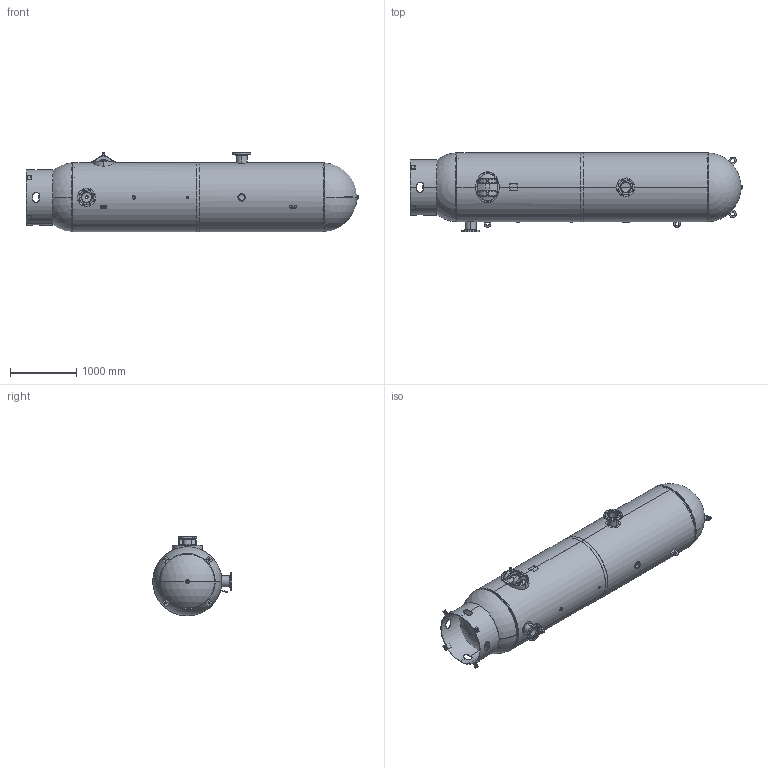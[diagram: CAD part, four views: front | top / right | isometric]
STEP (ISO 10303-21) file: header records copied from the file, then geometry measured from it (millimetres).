
FILE_DESCRIPTION (( 'STEP AP214' ), '1' );
FILE_NAME ('311387.STEP', '2025-01-16T20:12:36', ( '' ), ( '' ), 'SwSTEP 2.0', 'SolidWorks 2022', '' );
FILE_SCHEMA (( 'AUTOMOTIVE_DESIGN' ));
Length unit declared in the file: inch
Products named in the file (25): CPLG_3000H3K; 311387; A72305 LID; A72305; NP-VER_41 HEMI; PHOENIX FLAT FLANGE_0250P391; 311387-SL2; A98942; A50314; PHOENIX RAD FLANGE_100P705-7R; A84390.48; A72305 BOLT; PHOENIX FLAT FLANGE_1000; A72305 RING; A99576; 311387-SL1; A72305 CRAB; A99466; F10565_6.00-150; A72305 NUT; A72305 HANDLE; A99467; A99220; HEMI41
Assembly tree (38 placements, depth 4):
  311387
    311387-SL1
    311387-SL2
    HEMI41  x2
    CPLG_3000H3K
    PHOENIX FLAT FLANGE_1000  x2
    PHOENIX RAD FLANGE_100P705-7R  x2
    PHOENIX FLAT FLANGE_0250P391
    A99220  x2
      A98942
      F10565_6.00-150
    A84390.48  x2
    A72305
      A72305 RING
      A72305 LID
        A72305 LID
        A72305 HANDLE
      A72305 CRAB  x2
      A72305 BOLT  x2
      A72305 NUT  x2
    A99576  x4
    A99466
      A99467
      A50314  x4
    NP-VER_41 HEMI
Bounding box: 5006.55 x 1204.91 x 1203.23 mm (x, y, z)
Volume: 111694936.4 mm3; surface area: 35481227.7 mm2
Topology: 35 solids, 35 shells, 622 faces, 1536 edges, 994 vertices
Faces by surface type: plane 232, cylinder 226, torus 92, bspline 56, sphere 8, cone 8
Entity records: 26770 total; most frequent: CARTESIAN_POINT 16753, ORIENTED_EDGE 1874, DIRECTION 1819, EDGE_CURVE 937, AXIS2_PLACEMENT_3D 737, VERTEX_POINT 608, EDGE_LOOP 445, CIRCLE 376
